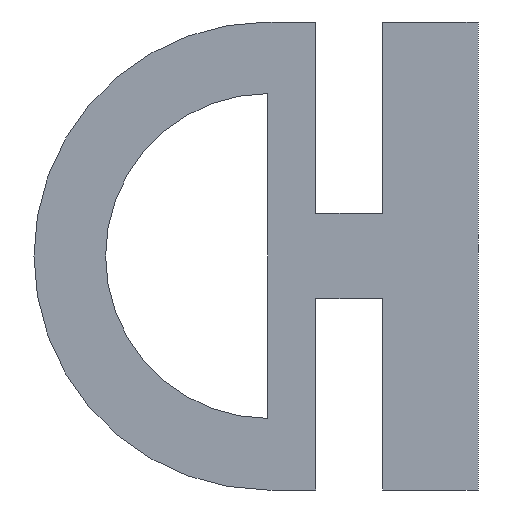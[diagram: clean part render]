
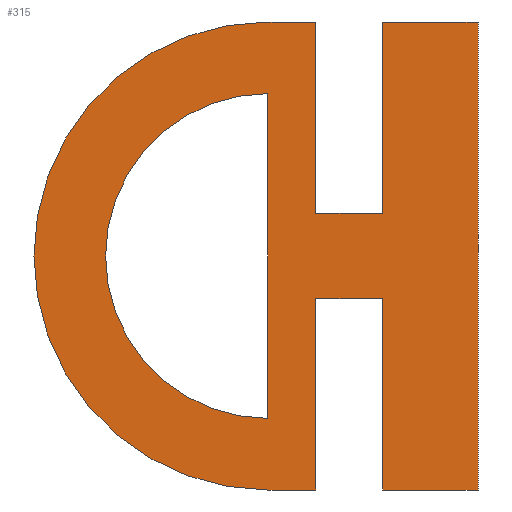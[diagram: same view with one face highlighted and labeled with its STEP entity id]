
A CAD part, front view. The second image highlights one B-rep face of the part: STEP entity #315.
In plain terms, the highlighted planar face has unit normal (0, -1, 0).
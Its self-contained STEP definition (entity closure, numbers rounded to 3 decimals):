
#16=FACE_BOUND('',#55,.T.);
#18=CIRCLE('',#334,4.9);
#20=CIRCLE('',#337,3.4);
#37=FACE_OUTER_BOUND('',#54,.T.);
#54=EDGE_LOOP('',(#269,#270,#271,#272,#273,#274,#275,#276,#277,#278,#279,
#280));
#55=EDGE_LOOP('',(#281,#282));
#60=LINE('',#440,#98);
#66=LINE('',#461,#104);
#68=LINE('',#464,#106);
#70=LINE('',#469,#108);
#73=LINE('',#475,#111);
#76=LINE('',#482,#114);
#82=LINE('',#494,#120);
#83=LINE('',#497,#121);
#88=LINE('',#506,#126);
#90=LINE('',#509,#128);
#93=LINE('',#514,#131);
#94=LINE('',#516,#132);
#98=VECTOR('',#358,10.);
#104=VECTOR('',#378,10.);
#106=VECTOR('',#382,10.);
#108=VECTOR('',#386,10.);
#111=VECTOR('',#391,10.);
#114=VECTOR('',#396,10.);
#120=VECTOR('',#404,10.);
#121=VECTOR('',#407,10.);
#126=VECTOR('',#414,10.);
#128=VECTOR('',#418,10.);
#131=VECTOR('',#425,10.);
#132=VECTOR('',#428,10.);
#133=VERTEX_POINT('',#433);
#136=VERTEX_POINT('',#438);
#139=VERTEX_POINT('',#445);
#140=VERTEX_POINT('',#447);
#143=VERTEX_POINT('',#454);
#144=VERTEX_POINT('',#456);
#146=VERTEX_POINT('',#467);
#148=VERTEX_POINT('',#473);
#150=VERTEX_POINT('',#479);
#151=VERTEX_POINT('',#481);
#153=VERTEX_POINT('',#487);
#156=VERTEX_POINT('',#492);
#157=VERTEX_POINT('',#496);
#160=VERTEX_POINT('',#504);
#164=EDGE_CURVE('',#133,#136,#60,.T.);
#167=EDGE_CURVE('',#140,#139,#18,.T.);
#171=EDGE_CURVE('',#143,#144,#20,.T.);
#174=EDGE_CURVE('',#144,#143,#66,.T.);
#176=EDGE_CURVE('',#136,#140,#68,.T.);
#178=EDGE_CURVE('',#146,#139,#70,.T.);
#181=EDGE_CURVE('',#146,#148,#73,.T.);
#184=EDGE_CURVE('',#151,#150,#76,.T.);
#190=EDGE_CURVE('',#153,#156,#82,.T.);
#191=EDGE_CURVE('',#151,#157,#83,.T.);
#196=EDGE_CURVE('',#156,#160,#88,.T.);
#198=EDGE_CURVE('',#157,#160,#90,.T.);
#201=EDGE_CURVE('',#148,#153,#93,.T.);
#202=EDGE_CURVE('',#133,#150,#94,.T.);
#269=ORIENTED_EDGE('',*,*,#201,.T.);
#270=ORIENTED_EDGE('',*,*,#190,.T.);
#271=ORIENTED_EDGE('',*,*,#196,.T.);
#272=ORIENTED_EDGE('',*,*,#198,.F.);
#273=ORIENTED_EDGE('',*,*,#191,.F.);
#274=ORIENTED_EDGE('',*,*,#184,.T.);
#275=ORIENTED_EDGE('',*,*,#202,.F.);
#276=ORIENTED_EDGE('',*,*,#164,.T.);
#277=ORIENTED_EDGE('',*,*,#176,.T.);
#278=ORIENTED_EDGE('',*,*,#167,.T.);
#279=ORIENTED_EDGE('',*,*,#178,.F.);
#280=ORIENTED_EDGE('',*,*,#181,.T.);
#281=ORIENTED_EDGE('',*,*,#174,.F.);
#282=ORIENTED_EDGE('',*,*,#171,.F.);
#299=PLANE('',#349);
#315=ADVANCED_FACE('',(#37,#16),#299,.T.);
#334=AXIS2_PLACEMENT_3D('',#448,#364,#365);
#337=AXIS2_PLACEMENT_3D('',#457,#372,#373);
#349=AXIS2_PLACEMENT_3D('',#515,#426,#427);
#358=DIRECTION('',(0.,0.,1.));
#364=DIRECTION('center_axis',(0.,-1.,0.));
#365=DIRECTION('ref_axis',(0.,0.,1.));
#372=DIRECTION('center_axis',(0.,-1.,0.));
#373=DIRECTION('ref_axis',(0.,0.,1.));
#378=DIRECTION('',(0.,0.,1.));
#382=DIRECTION('',(-1.,0.,0.));
#386=DIRECTION('',(-1.,0.,0.));
#391=DIRECTION('',(0.,0.,1.));
#396=DIRECTION('',(0.,0.,-1.));
#404=DIRECTION('',(0.,0.,-1.));
#407=DIRECTION('',(1.,0.,0.));
#414=DIRECTION('',(1.,0.,0.));
#418=DIRECTION('',(0.,0.,-1.));
#425=DIRECTION('',(1.,0.,0.));
#426=DIRECTION('center_axis',(0.,-1.,0.));
#427=DIRECTION('ref_axis',(0.,0.,-1.));
#428=DIRECTION('',(1.,0.,0.));
#433=CARTESIAN_POINT('',(-58.05,3.795,-7.492));
#438=CARTESIAN_POINT('',(-58.05,3.795,-3.492));
#440=CARTESIAN_POINT('',(-58.05,3.795,-13.292));
#445=CARTESIAN_POINT('',(-59.05,3.795,-13.292));
#447=CARTESIAN_POINT('',(-59.05,3.795,-3.492));
#448=CARTESIAN_POINT('Origin',(-59.05,3.795,-8.392));
#454=CARTESIAN_POINT('',(-59.05,3.795,-4.992));
#456=CARTESIAN_POINT('',(-59.05,3.795,-11.792));
#457=CARTESIAN_POINT('Origin',(-59.05,3.795,-8.392));
#461=CARTESIAN_POINT('',(-59.05,3.795,-13.292));
#464=CARTESIAN_POINT('',(-58.05,3.795,-3.492));
#467=CARTESIAN_POINT('',(-58.05,3.795,-13.292));
#469=CARTESIAN_POINT('',(-58.05,3.795,-13.292));
#473=CARTESIAN_POINT('',(-58.05,3.795,-9.292));
#475=CARTESIAN_POINT('',(-58.05,3.795,-13.292));
#479=CARTESIAN_POINT('',(-56.65,3.795,-7.492));
#481=CARTESIAN_POINT('',(-56.65,3.795,-3.492));
#482=CARTESIAN_POINT('',(-56.65,3.795,-3.492));
#487=CARTESIAN_POINT('',(-56.65,3.795,-9.292));
#492=CARTESIAN_POINT('',(-56.65,3.795,-13.292));
#494=CARTESIAN_POINT('',(-56.65,3.795,-3.492));
#496=CARTESIAN_POINT('',(-54.65,3.795,-3.492));
#497=CARTESIAN_POINT('',(-56.65,3.795,-3.492));
#504=CARTESIAN_POINT('',(-54.65,3.795,-13.292));
#506=CARTESIAN_POINT('',(-56.65,3.795,-13.292));
#509=CARTESIAN_POINT('',(-54.65,3.795,-3.492));
#514=CARTESIAN_POINT('',(-58.05,3.795,-9.292));
#515=CARTESIAN_POINT('Origin',(-58.05,3.795,-7.492));
#516=CARTESIAN_POINT('',(-58.05,3.795,-7.492));
